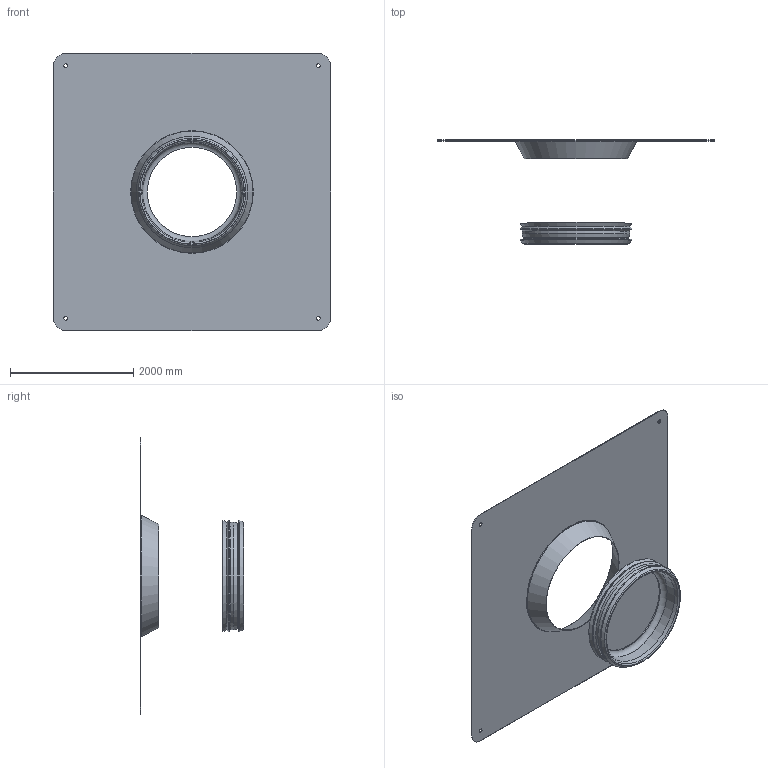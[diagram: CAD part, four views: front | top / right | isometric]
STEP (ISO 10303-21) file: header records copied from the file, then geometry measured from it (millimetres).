
FILE_DESCRIPTION(/* description */ (''),/* implementation_level */ '2;1');
FILE_NAME(/* name */ '15073.150X_3D.stp',/* time_stamp */ '2025-09-09T09:48:29+02:00',/* author */ ('N.Hausmann'),/* organization */ (''),/* preprocessor_version */ 'ST-DEVELOPER v20',/* originating_system */ 'AutoCAD Mechanical',/* authorisation */ '');
FILE_SCHEMA (('AUTOMOTIVE_DESIGN { 1 0 10303 214 3 1 1 }'));
Length unit declared in the file: centimetre
Products named in the file (2): Product; *S0
Assembly tree (1 placements, depth 2):
  Product
    *S0
Bounding box: 4500 x 1685.61 x 4500 mm (x, y, z)
Volume: 326205109.9 mm3; surface area: 43979012.5 mm2
Topology: 2 solids, 2 shells, 46 faces, 103 edges, 65 vertices
Faces by surface type: cylinder 15, plane 12, cone 10, torus 9
Full cylindrical faces by diameter (mm): 60 x4, 1450 x1, 1610 x1, 1690 x1, 1750 x2, 1810 x2
Entity records: 1379 total; most frequent: DIRECTION 267, CARTESIAN_POINT 217, ORIENTED_EDGE 206, AXIS2_PLACEMENT_3D 115, EDGE_CURVE 103, CIRCLE 66, VERTEX_POINT 65, EDGE_LOOP 62
